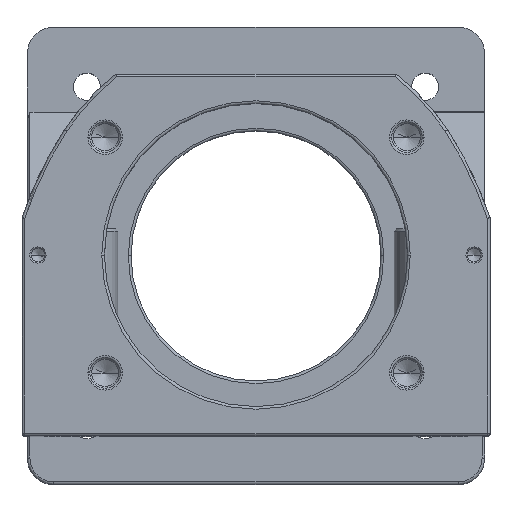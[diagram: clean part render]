
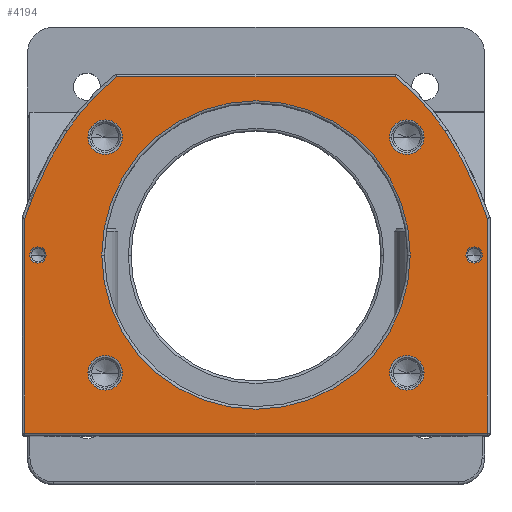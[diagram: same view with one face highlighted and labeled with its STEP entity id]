
A CAD part, top view. The second image highlights one B-rep face of the part: STEP entity #4194.
In plain terms, the highlighted planar face has unit normal (0, 0, 1).
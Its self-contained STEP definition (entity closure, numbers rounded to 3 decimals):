
#70=PLANE('',#4643);
#512=VECTOR('',#7241,1.);
#513=VECTOR('',#7242,1.);
#514=VECTOR('',#7247,1.);
#515=VECTOR('',#7252,1.);
#796=LINE('',#5759,#512);
#797=LINE('',#5762,#513);
#798=LINE('',#5768,#514);
#799=LINE('',#5774,#515);
#897=VERTEX_POINT('',#4956);
#898=VERTEX_POINT('',#4958);
#904=VERTEX_POINT('',#4975);
#905=VERTEX_POINT('',#4977);
#933=VERTEX_POINT('',#5045);
#934=VERTEX_POINT('',#5046);
#937=VERTEX_POINT('',#5054);
#938=VERTEX_POINT('',#5055);
#941=VERTEX_POINT('',#5063);
#942=VERTEX_POINT('',#5064);
#945=VERTEX_POINT('',#5072);
#946=VERTEX_POINT('',#5073);
#949=VERTEX_POINT('',#5081);
#950=VERTEX_POINT('',#5082);
#1195=VERTEX_POINT('',#5760);
#1196=VERTEX_POINT('',#5761);
#1197=VERTEX_POINT('',#5763);
#1198=VERTEX_POINT('',#5765);
#1199=VERTEX_POINT('',#5767);
#1200=VERTEX_POINT('',#5769);
#1201=VERTEX_POINT('',#5771);
#1202=VERTEX_POINT('',#5773);
#1283=CIRCLE('',#4390,1.525);
#1286=CIRCLE('',#4396,1.525);
#1312=CIRCLE('',#4431,3.232);
#1316=CIRCLE('',#4436,3.232);
#1320=CIRCLE('',#4441,3.232);
#1324=CIRCLE('',#4446,3.232);
#1328=CIRCLE('',#4451,29.);
#1461=CIRCLE('',#4644,1.525);
#1462=CIRCLE('',#4645,1.525);
#1463=CIRCLE('',#4646,29.);
#1464=CIRCLE('',#4647,3.232);
#1465=CIRCLE('',#4648,3.232);
#1466=CIRCLE('',#4649,3.232);
#1467=CIRCLE('',#4650,3.232);
#1468=CIRCLE('',#4651,71.63);
#1469=CIRCLE('',#4652,42.5);
#1470=CIRCLE('',#4653,42.5);
#1471=CIRCLE('',#4654,71.63);
#1577=EDGE_CURVE('',#897,#898,#1283,.T.);
#1586=EDGE_CURVE('',#904,#905,#1286,.T.);
#1617=EDGE_CURVE('',#933,#934,#1312,.T.);
#1621=EDGE_CURVE('',#937,#938,#1316,.T.);
#1625=EDGE_CURVE('',#941,#942,#1320,.T.);
#1629=EDGE_CURVE('',#945,#946,#1324,.T.);
#1633=EDGE_CURVE('',#949,#950,#1328,.T.);
#1944=EDGE_CURVE('',#898,#897,#1461,.T.);
#1945=EDGE_CURVE('',#905,#904,#1462,.T.);
#1946=EDGE_CURVE('',#950,#949,#1463,.T.);
#1947=EDGE_CURVE('',#946,#945,#1464,.T.);
#1948=EDGE_CURVE('',#942,#941,#1465,.T.);
#1949=EDGE_CURVE('',#938,#937,#1466,.T.);
#1950=EDGE_CURVE('',#934,#933,#1467,.T.);
#1951=EDGE_CURVE('',#1195,#1196,#796,.T.);
#1952=EDGE_CURVE('',#1196,#1197,#797,.T.);
#1953=EDGE_CURVE('',#1197,#1198,#1468,.T.);
#1954=EDGE_CURVE('',#1198,#1199,#1469,.T.);
#1955=EDGE_CURVE('',#1199,#1200,#798,.T.);
#1956=EDGE_CURVE('',#1200,#1201,#1470,.T.);
#1957=EDGE_CURVE('',#1201,#1202,#1471,.T.);
#1958=EDGE_CURVE('',#1202,#1195,#799,.T.);
#2649=ORIENTED_EDGE('',*,*,#1944,.F.);
#2650=ORIENTED_EDGE('',*,*,#1577,.F.);
#2651=ORIENTED_EDGE('',*,*,#1945,.F.);
#2652=ORIENTED_EDGE('',*,*,#1586,.F.);
#2653=ORIENTED_EDGE('',*,*,#1946,.T.);
#2654=ORIENTED_EDGE('',*,*,#1633,.T.);
#2655=ORIENTED_EDGE('',*,*,#1947,.T.);
#2656=ORIENTED_EDGE('',*,*,#1629,.T.);
#2657=ORIENTED_EDGE('',*,*,#1948,.T.);
#2658=ORIENTED_EDGE('',*,*,#1625,.T.);
#2659=ORIENTED_EDGE('',*,*,#1949,.T.);
#2660=ORIENTED_EDGE('',*,*,#1621,.T.);
#2661=ORIENTED_EDGE('',*,*,#1950,.T.);
#2662=ORIENTED_EDGE('',*,*,#1617,.T.);
#2663=ORIENTED_EDGE('',*,*,#1951,.T.);
#2664=ORIENTED_EDGE('',*,*,#1952,.T.);
#2665=ORIENTED_EDGE('',*,*,#1953,.T.);
#2666=ORIENTED_EDGE('',*,*,#1954,.T.);
#2667=ORIENTED_EDGE('',*,*,#1955,.T.);
#2668=ORIENTED_EDGE('',*,*,#1956,.T.);
#2669=ORIENTED_EDGE('',*,*,#1957,.T.);
#2670=ORIENTED_EDGE('',*,*,#1958,.T.);
#3611=EDGE_LOOP('',(#2649,#2650));
#3612=EDGE_LOOP('',(#2651,#2652));
#3613=EDGE_LOOP('',(#2653,#2654));
#3614=EDGE_LOOP('',(#2655,#2656));
#3615=EDGE_LOOP('',(#2657,#2658));
#3616=EDGE_LOOP('',(#2659,#2660));
#3617=EDGE_LOOP('',(#2661,#2662));
#3618=EDGE_LOOP('',(#2663,#2664,#2665,#2666,#2667,#2668,#2669,#2670));
#3909=FACE_BOUND('',#3611,.T.);
#3910=FACE_BOUND('',#3612,.T.);
#3911=FACE_BOUND('',#3613,.T.);
#3912=FACE_BOUND('',#3614,.T.);
#3913=FACE_BOUND('',#3615,.T.);
#3914=FACE_BOUND('',#3616,.T.);
#3915=FACE_BOUND('',#3617,.T.);
#3916=FACE_BOUND('',#3618,.T.);
#4194=ADVANCED_FACE('',(#3909,#3910,#3911,#3912,#3913,#3914,#3915,#3916),
#70,.T.);
#4390=AXIS2_PLACEMENT_3D('',#4957,#6570,#6571);
#4396=AXIS2_PLACEMENT_3D('',#4976,#6588,#6589);
#4431=AXIS2_PLACEMENT_3D('',#5044,#6656,#6657);
#4436=AXIS2_PLACEMENT_3D('',#5053,#6665,#6666);
#4441=AXIS2_PLACEMENT_3D('',#5062,#6674,#6675);
#4446=AXIS2_PLACEMENT_3D('',#5071,#6683,#6684);
#4451=AXIS2_PLACEMENT_3D('',#5080,#6692,#6693);
#4643=AXIS2_PLACEMENT_3D('',#5751,#7226,$);
#4644=AXIS2_PLACEMENT_3D('',#5752,#7227,#7228);
#4645=AXIS2_PLACEMENT_3D('',#5753,#7229,#7230);
#4646=AXIS2_PLACEMENT_3D('',#5754,#7231,#7232);
#4647=AXIS2_PLACEMENT_3D('',#5755,#7233,#7234);
#4648=AXIS2_PLACEMENT_3D('',#5756,#7235,#7236);
#4649=AXIS2_PLACEMENT_3D('',#5757,#7237,#7238);
#4650=AXIS2_PLACEMENT_3D('',#5758,#7239,#7240);
#4651=AXIS2_PLACEMENT_3D('',#5764,#7243,#7244);
#4652=AXIS2_PLACEMENT_3D('',#5766,#7245,#7246);
#4653=AXIS2_PLACEMENT_3D('',#5770,#7248,#7249);
#4654=AXIS2_PLACEMENT_3D('',#5772,#7250,#7251);
#4956=CARTESIAN_POINT('',(-42.525,0.,107.));
#4957=CARTESIAN_POINT('',(-41.,0.,107.));
#4958=CARTESIAN_POINT('',(-39.475,0.,107.));
#4975=CARTESIAN_POINT('',(39.475,0.,107.));
#4976=CARTESIAN_POINT('',(41.,0.,107.));
#4977=CARTESIAN_POINT('',(42.525,0.,107.));
#5044=CARTESIAN_POINT('',(28.368,22.164,107.));
#5045=CARTESIAN_POINT('',(25.136,22.164,107.));
#5046=CARTESIAN_POINT('',(31.6,22.164,107.));
#5053=CARTESIAN_POINT('',(28.368,-22.164,107.));
#5054=CARTESIAN_POINT('',(25.136,-22.164,107.));
#5055=CARTESIAN_POINT('',(31.6,-22.164,107.));
#5062=CARTESIAN_POINT('',(-28.368,-22.164,107.));
#5063=CARTESIAN_POINT('',(-31.6,-22.164,107.));
#5064=CARTESIAN_POINT('',(-25.136,-22.164,107.));
#5071=CARTESIAN_POINT('',(-28.368,22.164,107.));
#5072=CARTESIAN_POINT('',(-31.6,22.164,107.));
#5073=CARTESIAN_POINT('',(-25.136,22.164,107.));
#5080=CARTESIAN_POINT('',(0.,0.,107.));
#5081=CARTESIAN_POINT('',(-29.,0.,107.));
#5082=CARTESIAN_POINT('',(29.,0.,107.));
#5751=CARTESIAN_POINT('',(-36.,34.,107.));
#5752=CARTESIAN_POINT('',(-41.,0.,107.));
#5753=CARTESIAN_POINT('',(41.,0.,107.));
#5754=CARTESIAN_POINT('',(0.,0.,107.));
#5755=CARTESIAN_POINT('',(-28.368,22.164,107.));
#5756=CARTESIAN_POINT('',(-28.368,-22.164,107.));
#5757=CARTESIAN_POINT('',(28.368,-22.164,107.));
#5758=CARTESIAN_POINT('',(28.368,22.164,107.));
#5759=CARTESIAN_POINT('',(-43.5,-33.5,107.));
#5760=CARTESIAN_POINT('',(-43.5,-33.5,107.));
#5761=CARTESIAN_POINT('',(43.5,-33.5,107.));
#5762=CARTESIAN_POINT('',(43.5,-33.5,107.));
#5763=CARTESIAN_POINT('',(43.5,6.918,107.));
#5764=CARTESIAN_POINT('',(-24.388,-15.93,107.));
#5765=CARTESIAN_POINT('',(35.581,23.243,107.));
#5766=CARTESIAN_POINT('',(0.,0.,107.));
#5767=CARTESIAN_POINT('',(26.153,33.5,107.));
#5768=CARTESIAN_POINT('',(26.153,33.5,107.));
#5769=CARTESIAN_POINT('',(-26.153,33.5,107.));
#5770=CARTESIAN_POINT('',(0.,0.,107.));
#5771=CARTESIAN_POINT('',(-35.581,23.243,107.));
#5772=CARTESIAN_POINT('',(24.388,-15.93,107.));
#5773=CARTESIAN_POINT('',(-43.5,6.918,107.));
#5774=CARTESIAN_POINT('',(-43.5,6.918,107.));
#6570=DIRECTION('',(0.,0.,1.));
#6571=DIRECTION('',(1.525,0.,0.));
#6588=DIRECTION('',(0.,0.,1.));
#6589=DIRECTION('',(1.525,0.,0.));
#6656=DIRECTION('',(0.,0.,-1.));
#6657=DIRECTION('',(3.232,0.,0.));
#6665=DIRECTION('',(0.,0.,-1.));
#6666=DIRECTION('',(3.232,0.,0.));
#6674=DIRECTION('',(0.,0.,-1.));
#6675=DIRECTION('',(3.232,0.,0.));
#6683=DIRECTION('',(0.,0.,-1.));
#6684=DIRECTION('',(3.232,0.,0.));
#6692=DIRECTION('',(0.,0.,-1.));
#6693=DIRECTION('',(29.,0.,0.));
#7226=DIRECTION('',(0.,0.,1.));
#7227=DIRECTION('',(0.,0.,1.));
#7228=DIRECTION('',(1.525,0.,0.));
#7229=DIRECTION('',(0.,0.,1.));
#7230=DIRECTION('',(1.525,0.,0.));
#7231=DIRECTION('',(0.,0.,-1.));
#7232=DIRECTION('',(29.,0.,0.));
#7233=DIRECTION('',(0.,0.,-1.));
#7234=DIRECTION('',(3.232,0.,0.));
#7235=DIRECTION('',(0.,0.,-1.));
#7236=DIRECTION('',(3.232,0.,0.));
#7237=DIRECTION('',(0.,0.,-1.));
#7238=DIRECTION('',(3.232,0.,0.));
#7239=DIRECTION('',(0.,0.,-1.));
#7240=DIRECTION('',(3.232,0.,0.));
#7241=DIRECTION('',(1.,0.,0.));
#7242=DIRECTION('',(0.,1.,0.));
#7243=DIRECTION('',(0.,0.,1.));
#7244=DIRECTION('',(71.63,0.,0.));
#7245=DIRECTION('',(0.,0.,1.));
#7246=DIRECTION('',(42.5,0.,0.));
#7247=DIRECTION('',(-1.,0.,0.));
#7248=DIRECTION('',(0.,0.,1.));
#7249=DIRECTION('',(42.5,0.,0.));
#7250=DIRECTION('',(0.,0.,1.));
#7251=DIRECTION('',(71.63,0.,0.));
#7252=DIRECTION('',(0.,-1.,0.));
